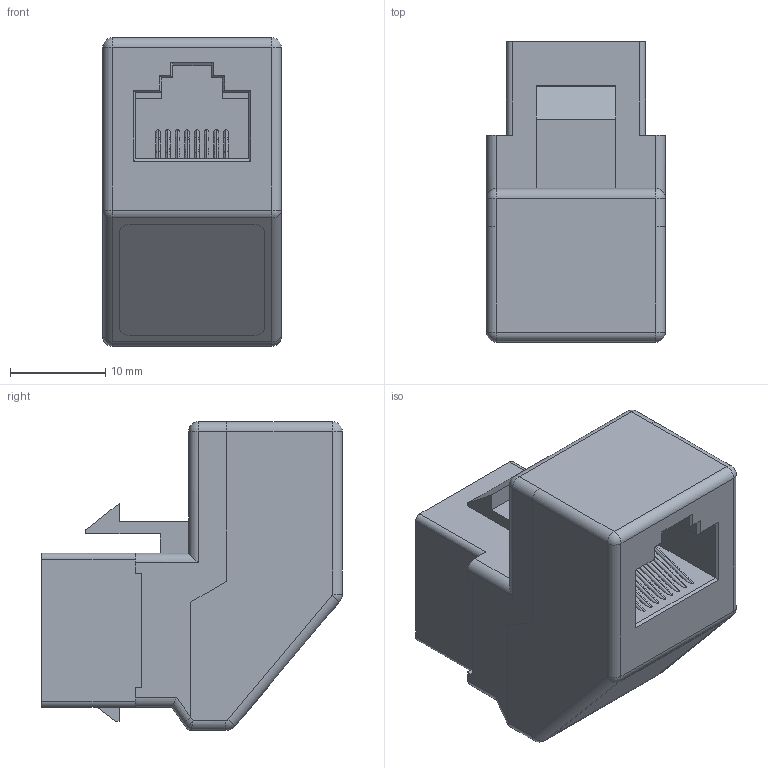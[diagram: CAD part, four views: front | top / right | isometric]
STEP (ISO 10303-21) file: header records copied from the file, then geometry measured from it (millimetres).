
FILE_DESCRIPTION (( 'STEP AP203' ), '1' );
FILE_NAME ('UJ5T568.STEP', '2013-06-19T15:36:06', ( 'x' ), ( '' ), 'SwSTEP 2.0', 'SolidWorks 2012', '' );
FILE_SCHEMA (( 'CONFIG_CONTROL_DESIGN' ));
Length unit declared in the file: inch
Products named in the file (1): UJ5T568
Bounding box: 18.75 x 31.55 x 32.41 mm (x, y, z)
Volume: 10448.9 mm3; surface area: 4749.1 mm2
Topology: 1 solids, 1 shells, 184 faces, 487 edges, 302 vertices
Faces by surface type: plane 108, bspline 34, cylinder 34, torus 4, sphere 4
Entity records: 6302 total; most frequent: CARTESIAN_POINT 1806, ORIENTED_EDGE 962, DIRECTION 831, EDGE_CURVE 481, VECTOR 353, LINE 353, VERTEX_POINT 302, AXIS2_PLACEMENT_3D 239
